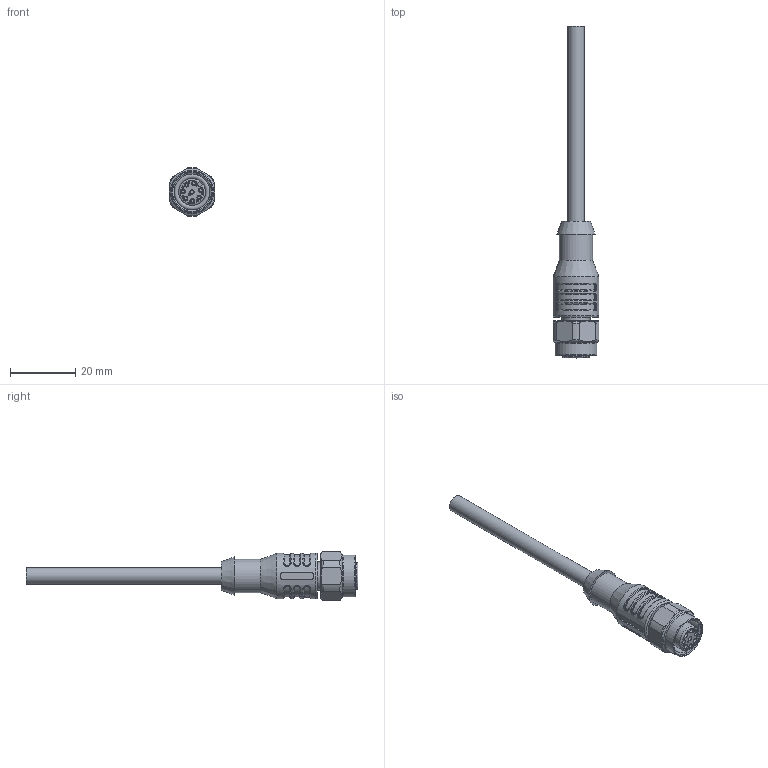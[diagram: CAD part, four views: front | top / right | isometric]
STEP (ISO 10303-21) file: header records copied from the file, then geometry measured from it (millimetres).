
FILE_DESCRIPTION(/* description */ (''),/* implementation_level */ '2;1');
FILE_NAME(/* name */ 'AL-WAKE8-m_stp.stp',/* time_stamp */ '2017-12-07T16:36:40+01:00',/* author */ (''),/* organization */ (''),/* preprocessor_version */ 'ST-DEVELOPER v16',/* originating_system */ 'SIEMENS PLM Software NX 10.0',/* authorisation */ '');
FILE_SCHEMA (('AUTOMOTIVE_DESIGN { 1 0 10303 214 3 1 1 1 }'));
Length unit declared in the file: millimetre
Products named in the file (1): AL-WAKE8-m_stp
Bounding box: 14 x 101.6 x 14.98 mm (x, y, z)
Volume: 6009.2 mm3; surface area: 3616 mm2
Topology: 1 solids, 1 shells, 294 faces, 723 edges, 464 vertices
Faces by surface type: plane 98, extrusion 68, cylinder 49, torus 42, bspline 24, cone 13
Full cylindrical faces by diameter (mm): 0.9 x8, 5.2 x1, 8.7 x1, 10.2 x1, 10.95 x1, 12.3 x1, 12.8 x1, 14 x1
Entity records: 10477 total; most frequent: CARTESIAN_POINT 4151, ORIENTED_EDGE 1346, DIRECTION 1095, EDGE_CURVE 673, VERTEX_POINT 448, AXIS2_PLACEMENT_3D 386, EDGE_LOOP 361, VECTOR 323
